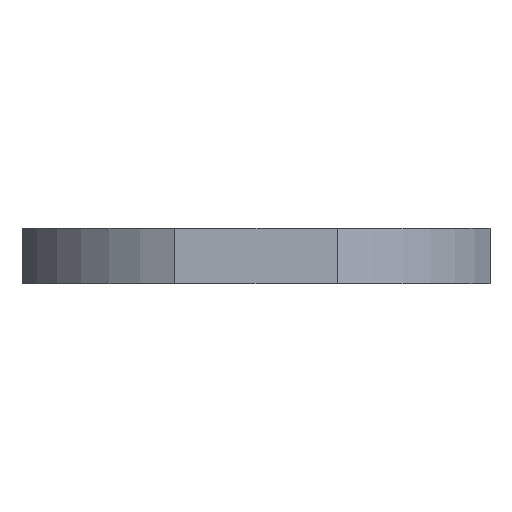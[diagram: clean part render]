
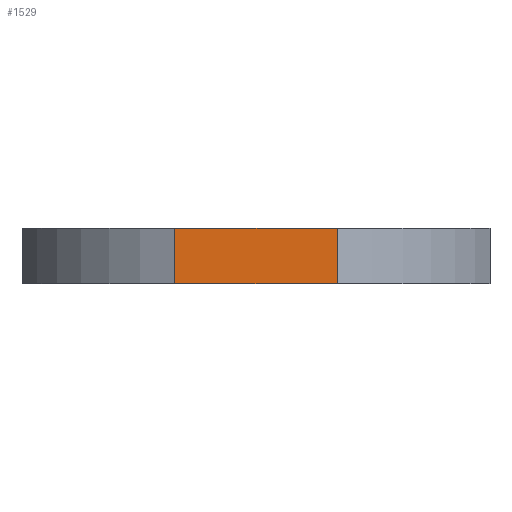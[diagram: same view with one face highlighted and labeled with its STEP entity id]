
A CAD part, front view. The second image highlights one B-rep face of the part: STEP entity #1529.
In plain terms, the highlighted planar face has unit normal (0, -1, 0).
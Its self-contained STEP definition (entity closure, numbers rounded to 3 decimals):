
#53 = DIRECTION ( 'NONE',  ( 0., 1., 0. ) ) ;
#65 = LINE ( 'NONE', #1305, #2038 ) ;
#78 = DIRECTION ( 'NONE',  ( 0., 0., 1. ) ) ;
#97 = DIRECTION ( 'NONE',  ( 0., 0., -1. ) ) ;
#168 = VECTOR ( 'NONE', #97, 1000. ) ;
#178 = CARTESIAN_POINT ( 'NONE',  ( 5.916, -17., 0.5 ) ) ;
#244 = CARTESIAN_POINT ( 'NONE',  ( -5.916, -17., 2.6 ) ) ;
#256 = VERTEX_POINT ( 'NONE', #244 ) ;
#257 = DIRECTION ( 'NONE',  ( -1., 0., 0. ) ) ;
#278 = LINE ( 'NONE', #725, #168 ) ;
#302 = EDGE_CURVE ( 'NONE', #256, #2597, #2598, .T. ) ;
#352 = EDGE_CURVE ( 'NONE', #730, #1764, #65, .T. ) ;
#573 = DIRECTION ( 'NONE',  ( 0., 0., -1. ) ) ;
#645 = CARTESIAN_POINT ( 'NONE',  ( -5.916, -17., -1.4 ) ) ;
#725 = CARTESIAN_POINT ( 'NONE',  ( -5.916, -17., 0.5 ) ) ;
#730 = VERTEX_POINT ( 'NONE', #1520 ) ;
#844 = VECTOR ( 'NONE', #573, 1000. ) ;
#900 = PLANE ( 'NONE',  #945 ) ;
#915 = FACE_OUTER_BOUND ( 'NONE', #1753, .T. ) ;
#945 = AXIS2_PLACEMENT_3D ( 'NONE', #1915, #53, #78 ) ;
#1305 = CARTESIAN_POINT ( 'NONE',  ( 5.916, -17., -1.4 ) ) ;
#1520 = CARTESIAN_POINT ( 'NONE',  ( 5.916, -17., -1.4 ) ) ;
#1529 = ADVANCED_FACE ( 'NONE', ( #915 ), #900, .F. ) ;
#1645 = VECTOR ( 'NONE', #1734, 1000. ) ;
#1734 = DIRECTION ( 'NONE',  ( 1., 0., 0. ) ) ;
#1753 = EDGE_LOOP ( 'NONE', ( #2644, #2416, #2240, #1811 ) ) ;
#1764 = VERTEX_POINT ( 'NONE', #645 ) ;
#1811 = ORIENTED_EDGE ( 'NONE', *, *, #302, .F. ) ;
#1903 = EDGE_CURVE ( 'NONE', #256, #1764, #278, .T. ) ;
#1915 = CARTESIAN_POINT ( 'NONE',  ( -5.916, -17., 0.5 ) ) ;
#1943 = CARTESIAN_POINT ( 'NONE',  ( -5.916, -17., 2.6 ) ) ;
#2038 = VECTOR ( 'NONE', #257, 1000. ) ;
#2240 = ORIENTED_EDGE ( 'NONE', *, *, #2250, .F. ) ;
#2250 = EDGE_CURVE ( 'NONE', #2597, #730, #2491, .T. ) ;
#2416 = ORIENTED_EDGE ( 'NONE', *, *, #352, .F. ) ;
#2491 = LINE ( 'NONE', #178, #844 ) ;
#2568 = CARTESIAN_POINT ( 'NONE',  ( 5.916, -17., 2.6 ) ) ;
#2597 = VERTEX_POINT ( 'NONE', #2568 ) ;
#2598 = LINE ( 'NONE', #1943, #1645 ) ;
#2644 = ORIENTED_EDGE ( 'NONE', *, *, #1903, .T. ) ;
